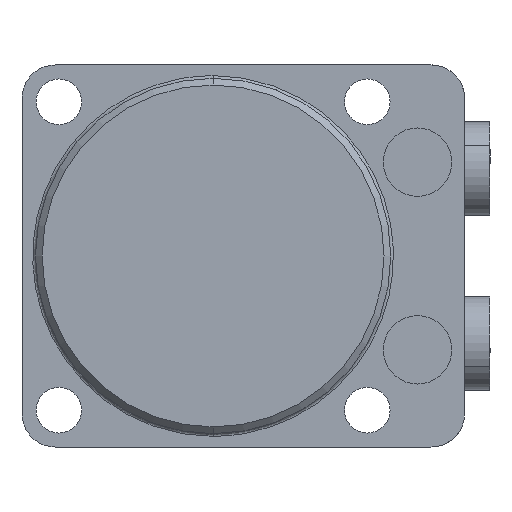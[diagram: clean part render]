
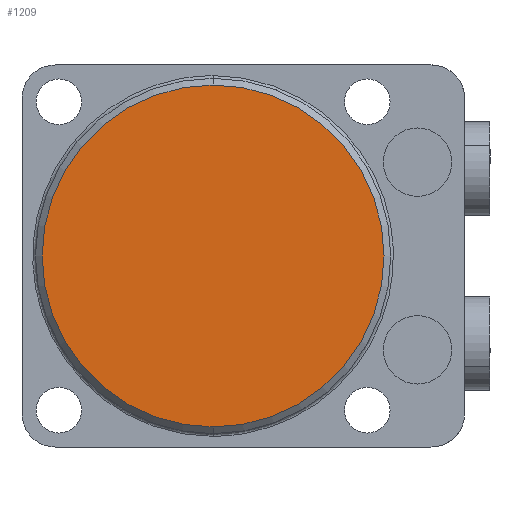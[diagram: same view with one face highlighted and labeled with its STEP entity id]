
A CAD part, front view. The second image highlights one B-rep face of the part: STEP entity #1209.
In plain terms, the highlighted planar face has unit normal (0, -1, 0).
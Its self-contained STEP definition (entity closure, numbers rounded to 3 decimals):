
#36 = AXIS2_PLACEMENT_3D ( 'NONE', #3110, #3106, #3105 ) ;
#172 = AXIS2_PLACEMENT_3D ( 'NONE', #406, #405, #404 ) ;
#404 = DIRECTION ( 'NONE',  ( 0., 0., 1. ) ) ;
#405 = DIRECTION ( 'NONE',  ( 0., 1., 0. ) ) ;
#406 = CARTESIAN_POINT ( 'NONE',  ( 0., -66.5, 0. ) ) ;
#547 = ORIENTED_EDGE ( 'NONE', *, *, #4343, .F. ) ;
#548 = ORIENTED_EDGE ( 'NONE', *, *, #3829, .F. ) ;
#730 = DIRECTION ( 'NONE',  ( 0., 0., 1. ) ) ;
#731 = DIRECTION ( 'NONE',  ( 0., 1., 0. ) ) ;
#732 = CARTESIAN_POINT ( 'NONE',  ( 0., -66.5, 0. ) ) ;
#809 = EDGE_LOOP ( 'NONE', ( #548, #547 ) ) ;
#1000 = VERTEX_POINT ( 'NONE', #2528 ) ;
#1067 = VERTEX_POINT ( 'NONE', #2467 ) ;
#1209 = ADVANCED_FACE ( 'NONE', ( #1644 ), #3108, .T. ) ;
#1429 = CIRCLE ( 'NONE', #3891, 25.5 ) ;
#1644 = FACE_OUTER_BOUND ( 'NONE', #809, .T. ) ;
#1717 = CIRCLE ( 'NONE', #172, 25.5 ) ;
#2467 = CARTESIAN_POINT ( 'NONE',  ( 0., -66.5, -25.5 ) ) ;
#2528 = CARTESIAN_POINT ( 'NONE',  ( 0., -66.5, 25.5 ) ) ;
#3105 = DIRECTION ( 'NONE',  ( 0., 0., -1. ) ) ;
#3106 = DIRECTION ( 'NONE',  ( 0., -1., 0. ) ) ;
#3108 = PLANE ( 'NONE',  #36 ) ;
#3110 = CARTESIAN_POINT ( 'NONE',  ( 0., -66.5, 0. ) ) ;
#3829 = EDGE_CURVE ( 'NONE', #1000, #1067, #1429, .T. ) ;
#3891 = AXIS2_PLACEMENT_3D ( 'NONE', #732, #731, #730 ) ;
#4343 = EDGE_CURVE ( 'NONE', #1067, #1000, #1717, .T. ) ;
